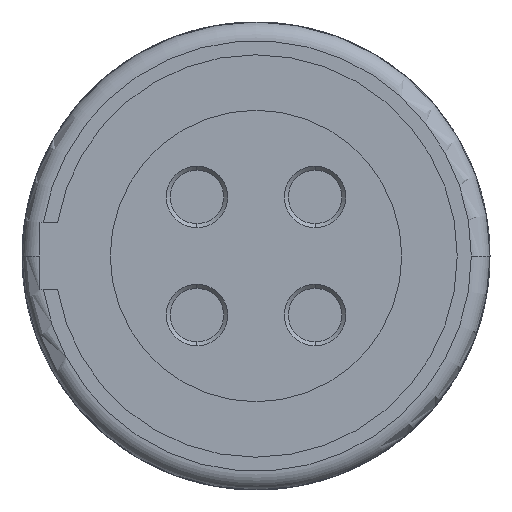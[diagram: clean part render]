
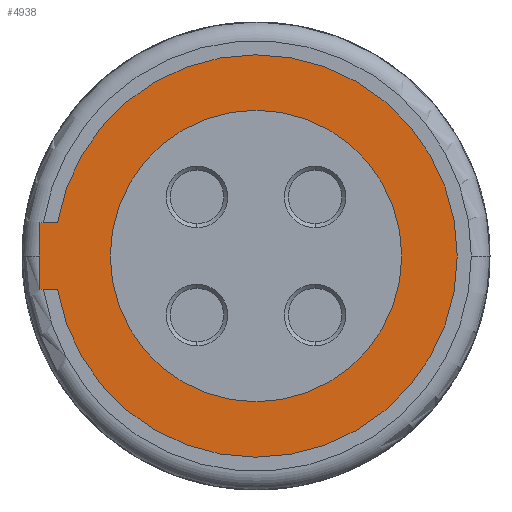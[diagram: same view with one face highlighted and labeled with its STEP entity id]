
A CAD part, left-side view. The second image highlights one B-rep face of the part: STEP entity #4938.
In plain terms, the highlighted planar face has unit normal (-1, 0, 0).
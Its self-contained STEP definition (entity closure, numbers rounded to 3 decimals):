
#1=DIRECTION('',(0.,1.,0.));
#2=VECTOR('',#1,0.68);
#3=CARTESIAN_POINT('',(0.,7.42,-1.25));
#4=LINE('',#3,#2);
#5=DIRECTION('',(0.,0.,1.));
#6=VECTOR('',#5,2.5);
#7=CARTESIAN_POINT('',(0.,8.1,-1.25));
#8=LINE('',#7,#6);
#9=DIRECTION('',(0.,-1.,0.));
#10=VECTOR('',#9,0.68);
#11=CARTESIAN_POINT('',(0.,8.1,1.25));
#12=LINE('',#11,#10);
#13=CARTESIAN_POINT('',(0.,0.,0.));
#14=DIRECTION('',(1.,0.,0.));
#15=DIRECTION('',(0.,0.,-1.));
#16=AXIS2_PLACEMENT_3D('',#13,#14,#15);
#18=CARTESIAN_POINT('',(0.,0.,0.));
#19=DIRECTION('',(1.,0.,0.));
#20=DIRECTION('',(0.,0.,1.));
#21=AXIS2_PLACEMENT_3D('',#18,#19,#20);
#32=CARTESIAN_POINT('',(0.,0.,0.));
#33=DIRECTION('',(-1.,0.,0.));
#34=DIRECTION('',(0.,0.986,-0.166));
#35=AXIS2_PLACEMENT_3D('',#32,#33,#34);
#4496=CARTESIAN_POINT('',(0.,0.,-5.45));
#4497=VERTEX_POINT('',#4496);
#4498=CARTESIAN_POINT('',(0.,0.,5.45));
#4499=VERTEX_POINT('',#4498);
#4656=CARTESIAN_POINT('',(0.,8.1,-1.25));
#4657=CARTESIAN_POINT('',(0.,8.1,1.25));
#4658=VERTEX_POINT('',#4656);
#4659=VERTEX_POINT('',#4657);
#4660=CARTESIAN_POINT('',(0.,7.42,-1.25));
#4661=VERTEX_POINT('',#4660);
#4662=CARTESIAN_POINT('',(0.,7.42,1.25));
#4663=VERTEX_POINT('',#4662);
#4917=CARTESIAN_POINT('',(0.,0.,0.));
#4918=DIRECTION('',(1.,0.,0.));
#4919=DIRECTION('',(0.,0.,-1.));
#4920=AXIS2_PLACEMENT_3D('',#4917,#4918,#4919);
#4921=PLANE('',#4920);
#4923=ORIENTED_EDGE('',*,*,#4922,.F.);
#4925=ORIENTED_EDGE('',*,*,#4924,.T.);
#4927=ORIENTED_EDGE('',*,*,#4926,.T.);
#4929=ORIENTED_EDGE('',*,*,#4928,.T.);
#4930=EDGE_LOOP('',(#4923,#4925,#4927,#4929));
#4931=FACE_OUTER_BOUND('',#4930,.F.);
#4933=ORIENTED_EDGE('',*,*,#4932,.F.);
#4935=ORIENTED_EDGE('',*,*,#4934,.F.);
#4936=EDGE_LOOP('',(#4933,#4935));
#4937=FACE_BOUND('',#4936,.F.);
#4938=ADVANCED_FACE('',(#4931,#4937),#4921,.F.);
#17=CIRCLE('',#16,5.45);
#22=CIRCLE('',#21,5.45);
#36=CIRCLE('',#35,7.525);
#4922=EDGE_CURVE('',#4661,#4663,#36,.T.);
#4924=EDGE_CURVE('',#4661,#4658,#4,.T.);
#4926=EDGE_CURVE('',#4658,#4659,#8,.T.);
#4928=EDGE_CURVE('',#4659,#4663,#12,.T.);
#4932=EDGE_CURVE('',#4497,#4499,#17,.T.);
#4934=EDGE_CURVE('',#4499,#4497,#22,.T.);
